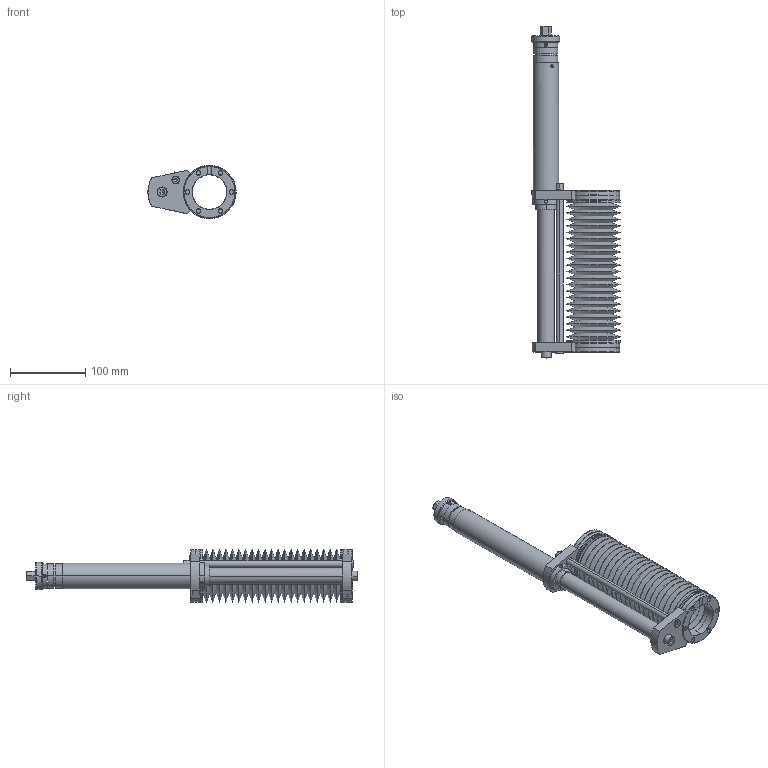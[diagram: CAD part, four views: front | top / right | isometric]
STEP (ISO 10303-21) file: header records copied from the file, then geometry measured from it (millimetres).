
FILE_DESCRIPTION((''),'2;1');
FILE_NAME('NB9401-EXT','2019-12-04T12:47:38',('edward.grocott'),(''),'CREO PARAMETRIC BY PTC INC, 2018500','CREO PARAMETRIC BY PTC INC, 2018500','');
FILE_SCHEMA(('AUTOMOTIVE_DESIGN { 1 0 10303 214 1 1 1 1 }'));
Length unit declared in the file: millimetre
Products named in the file (1): NB9401-EXT
Bounding box: 117.62 x 442.36 x 71 mm (x, y, z)
Volume: 346711.4 mm3; surface area: 348578.8 mm2
Topology: 2 solids, 42 shells, 805 faces, 1897 edges, 1159 vertices
Faces by surface type: cylinder 300, cone 287, plane 194, torus 24
Entity records: 31344 total; most frequent: CARTESIAN_POINT 6102, DIRECTION 4355, ORIENTED_EDGE 3598, PRESENTATION_STYLE_ASSIGNMENT 1905, STYLED_ITEM 1905, CURVE_STYLE 1872, EDGE_CURVE 1871, AXIS2_PLACEMENT_3D 1796
